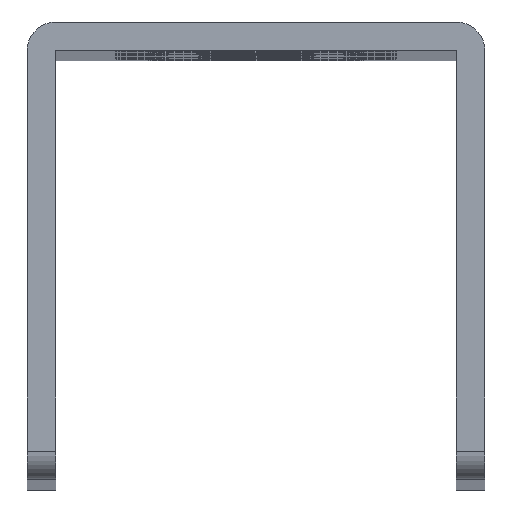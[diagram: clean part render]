
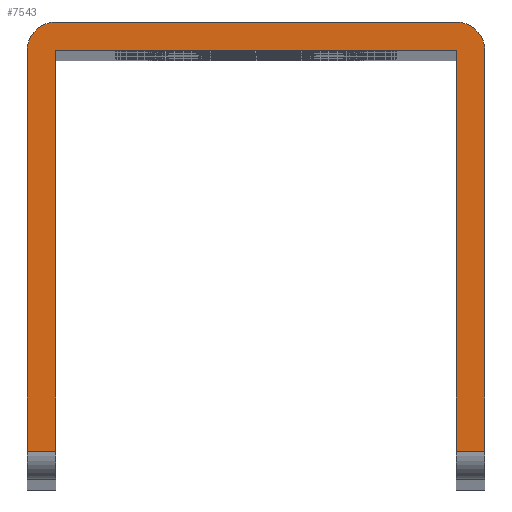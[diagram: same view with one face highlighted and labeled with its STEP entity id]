
A CAD part, top view. The second image highlights one B-rep face of the part: STEP entity #7543.
In plain terms, the highlighted planar face has unit normal (0, 0, 1).
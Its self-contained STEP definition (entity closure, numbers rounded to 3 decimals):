
#654=PLANE('',#8528);
#979=FACE_OUTER_BOUND('',#1940,.T.);
#1940=EDGE_LOOP('',(#6864,#6865,#6866,#6867,#6868,#6869,#6870,#6871,#6872,
#6873));
#2265=LINE('',#12732,#2610);
#2270=LINE('',#12748,#2615);
#2272=LINE('',#12752,#2617);
#2277=LINE('',#12764,#2622);
#2282=LINE('',#12780,#2627);
#2286=LINE('',#12789,#2631);
#2290=LINE('',#12797,#2635);
#2291=LINE('',#12798,#2636);
#2610=VECTOR('',#10751,1000.);
#2615=VECTOR('',#10766,1000.);
#2617=VECTOR('',#10770,1000.);
#2622=VECTOR('',#10779,1000.);
#2627=VECTOR('',#10794,1000.);
#2631=VECTOR('',#10800,1000.);
#2635=VECTOR('',#10812,1000.);
#2636=VECTOR('',#10813,1000.);
#3277=CIRCLE('',#8529,2.);
#3278=CIRCLE('',#8530,2.);
#3913=VERTEX_POINT('',#12729);
#3914=VERTEX_POINT('',#12731);
#3919=VERTEX_POINT('',#12745);
#3920=VERTEX_POINT('',#12747);
#3921=VERTEX_POINT('',#12751);
#3926=VERTEX_POINT('',#12763);
#3931=VERTEX_POINT('',#12777);
#3932=VERTEX_POINT('',#12779);
#3935=VERTEX_POINT('',#12786);
#3936=VERTEX_POINT('',#12788);
#4886=EDGE_CURVE('',#3914,#3913,#2265,.T.);
#4894=EDGE_CURVE('',#3920,#3919,#2270,.T.);
#4896=EDGE_CURVE('',#3921,#3920,#2272,.T.);
#4902=EDGE_CURVE('',#3926,#3921,#2277,.T.);
#4910=EDGE_CURVE('',#3932,#3931,#2282,.T.);
#4914=EDGE_CURVE('',#3936,#3935,#2286,.T.);
#4920=EDGE_CURVE('',#3931,#3926,#2290,.T.);
#4921=EDGE_CURVE('',#3919,#3914,#2291,.T.);
#4922=EDGE_CURVE('',#3913,#3936,#3277,.T.);
#4923=EDGE_CURVE('',#3935,#3932,#3278,.T.);
#6864=ORIENTED_EDGE('',*,*,#4910,.T.);
#6865=ORIENTED_EDGE('',*,*,#4920,.T.);
#6866=ORIENTED_EDGE('',*,*,#4902,.T.);
#6867=ORIENTED_EDGE('',*,*,#4896,.T.);
#6868=ORIENTED_EDGE('',*,*,#4894,.T.);
#6869=ORIENTED_EDGE('',*,*,#4921,.T.);
#6870=ORIENTED_EDGE('',*,*,#4886,.T.);
#6871=ORIENTED_EDGE('',*,*,#4922,.T.);
#6872=ORIENTED_EDGE('',*,*,#4914,.T.);
#6873=ORIENTED_EDGE('',*,*,#4923,.T.);
#7543=ADVANCED_FACE('',(#979),#654,.T.);
#8528=AXIS2_PLACEMENT_3D('',#12796,#10810,#10811);
#8529=AXIS2_PLACEMENT_3D('',#12799,#10814,#10815);
#8530=AXIS2_PLACEMENT_3D('',#12800,#10816,#10817);
#10751=DIRECTION('',(0.,1.,0.));
#10766=DIRECTION('',(0.,-1.,0.));
#10770=DIRECTION('',(1.,0.,0.));
#10779=DIRECTION('',(0.,1.,0.));
#10794=DIRECTION('',(0.,-1.,0.));
#10800=DIRECTION('',(-1.,0.,0.));
#10810=DIRECTION('center_axis',(0.,0.,1.));
#10811=DIRECTION('ref_axis',(1.,0.,0.));
#10812=DIRECTION('',(1.,0.,0.));
#10813=DIRECTION('',(1.,0.,0.));
#10814=DIRECTION('center_axis',(0.,0.,1.));
#10815=DIRECTION('ref_axis',(1.,0.,0.));
#10816=DIRECTION('center_axis',(0.,0.,1.));
#10817=DIRECTION('ref_axis',(1.,0.,0.));
#12729=CARTESIAN_POINT('',(16.,14.,0.));
#12731=CARTESIAN_POINT('',(16.,-14.,0.));
#12732=CARTESIAN_POINT('',(16.,16.,0.));
#12745=CARTESIAN_POINT('',(14.,-14.,0.));
#12747=CARTESIAN_POINT('',(14.,14.,0.));
#12748=CARTESIAN_POINT('',(14.,14.,0.));
#12751=CARTESIAN_POINT('',(-14.,14.,0.));
#12752=CARTESIAN_POINT('',(-14.,14.,0.));
#12763=CARTESIAN_POINT('',(-14.,-14.,0.));
#12764=CARTESIAN_POINT('',(-14.,14.,0.));
#12777=CARTESIAN_POINT('',(-16.,-14.,0.));
#12779=CARTESIAN_POINT('',(-16.,14.,0.));
#12780=CARTESIAN_POINT('',(-16.,16.,0.));
#12786=CARTESIAN_POINT('',(-14.,16.,0.));
#12788=CARTESIAN_POINT('',(14.,16.,0.));
#12789=CARTESIAN_POINT('',(-16.,16.,0.));
#12796=CARTESIAN_POINT('Origin',(0.,0.,0.));
#12797=CARTESIAN_POINT('',(0.,-14.,0.));
#12798=CARTESIAN_POINT('',(0.,-14.,0.));
#12799=CARTESIAN_POINT('Origin',(14.,14.,0.));
#12800=CARTESIAN_POINT('Origin',(-14.,14.,0.));
